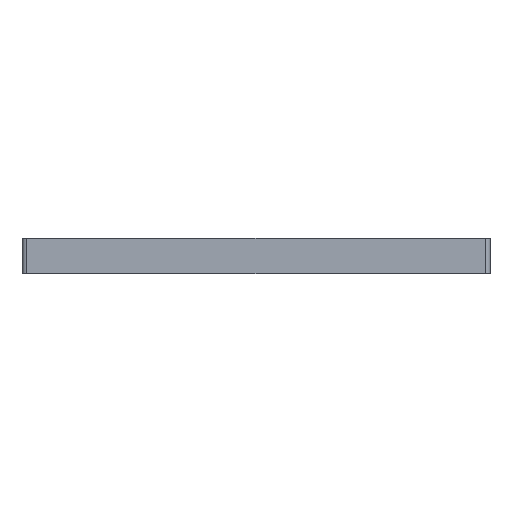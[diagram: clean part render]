
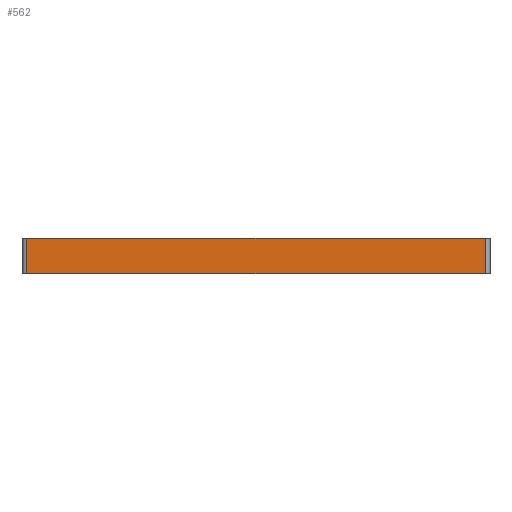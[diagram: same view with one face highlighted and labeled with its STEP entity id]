
A CAD part, front view. The second image highlights one B-rep face of the part: STEP entity #562.
In plain terms, the highlighted planar face has unit normal (0, -1, 0).
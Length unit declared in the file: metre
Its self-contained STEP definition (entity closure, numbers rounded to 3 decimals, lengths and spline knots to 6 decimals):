
#562 = ADVANCED_FACE( '', ( #1224 ), #1225, .T. );
#1224 = FACE_OUTER_BOUND( '', #1931, .T. );
#1225 = PLANE( '', #1932 );
#1931 = EDGE_LOOP( '', ( #3715, #3716, #3717, #3718 ) );
#1932 = AXIS2_PLACEMENT_3D( '', #3719, #3720, #3721 );
#3715 = ORIENTED_EDGE( '', *, *, #4340, .T. );
#3716 = ORIENTED_EDGE( '', *, *, #4731, .T. );
#3717 = ORIENTED_EDGE( '', *, *, #4839, .F. );
#3718 = ORIENTED_EDGE( '', *, *, #4674, .T. );
#3719 = CARTESIAN_POINT( '', ( 0., -0.0691, 0.0045 ) );
#3720 = DIRECTION( '', ( 0., -1., 0. ) );
#3721 = DIRECTION( '', ( 1., 0., 0. ) );
#4340 = EDGE_CURVE( '', #5331, #5329, #5332, .T. );
#4674 = EDGE_CURVE( '', #5827, #5331, #5828, .F. );
#4731 = EDGE_CURVE( '', #5329, #5899, #5901, .T. );
#4839 = EDGE_CURVE( '', #5827, #5899, #6039, .T. );
#5329 = VERTEX_POINT( '', #6726 );
#5331 = VERTEX_POINT( '', #6728 );
#5332 = LINE( '', #6729, #6730 );
#5827 = VERTEX_POINT( '', #7448 );
#5828 = LINE( '', #7449, #7450 );
#5899 = VERTEX_POINT( '', #7552 );
#5901 = LINE( '', #7554, #7555 );
#6039 = LINE( '', #7772, #7773 );
#6726 = CARTESIAN_POINT( '', ( -0.05873, -0.0691, 0.0045 ) );
#6728 = CARTESIAN_POINT( '', ( 0.05873, -0.0691, 0.0045 ) );
#6729 = CARTESIAN_POINT( '', ( 0., -0.0691, 0.0045 ) );
#6730 = VECTOR( '', #8110, 1. );
#7448 = CARTESIAN_POINT( '', ( 0.05873, -0.0691, -0.0045 ) );
#7449 = CARTESIAN_POINT( '', ( 0.05873, -0.0691, 0.0045 ) );
#7450 = VECTOR( '', #8397, 1. );
#7552 = CARTESIAN_POINT( '', ( -0.05873, -0.0691, -0.0045 ) );
#7554 = CARTESIAN_POINT( '', ( -0.05873, -0.0691, -0.0045 ) );
#7555 = VECTOR( '', #8444, 1. );
#7772 = CARTESIAN_POINT( '', ( 0., -0.0691, -0.0045 ) );
#7773 = VECTOR( '', #8533, 1. );
#8110 = DIRECTION( '', ( -1., 0., 0. ) );
#8397 = DIRECTION( '', ( 0., 0., -1. ) );
#8444 = DIRECTION( '', ( 0., 0., -1. ) );
#8533 = DIRECTION( '', ( -1., 0., 0. ) );
